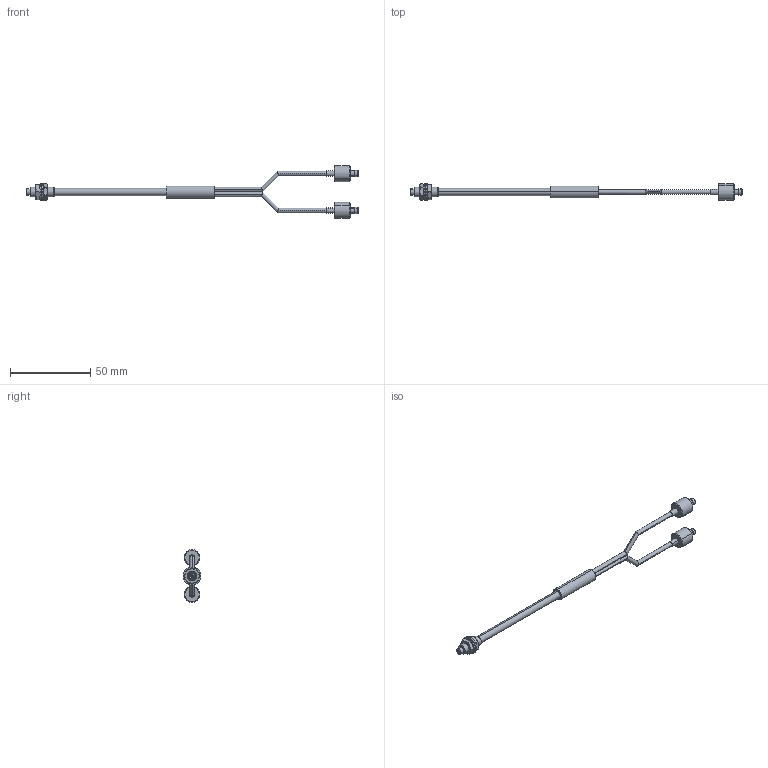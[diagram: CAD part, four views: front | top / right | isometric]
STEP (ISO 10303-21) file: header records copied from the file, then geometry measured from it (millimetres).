
FILE_DESCRIPTION (( 'STEP AP203' ), '1' );
FILE_NAME ('GPF-VD07-350-1.0S.STEP', '2020-09-02T23:51:04', ( '' ), ( '' ), 'SwSTEP 2.0', 'SolidWorks 2018', '' );
FILE_SCHEMA (( 'CONFIG_CONTROL_DESIGN' ));
Length unit declared in the file: millimetre
Products named in the file (8): GPF-VD07-350-1.0S; M6_NUT; GPF-VD07-250-1.0S_HEAD2; GPF-VD07-250-1.0S_LENS; GPF-VD07-250-1.0S_HEAD; GPF-VD07-250-1.0S_FIBER; GPF-VD07-250-1.0S_GLASS FIBER1; M6_WASHER
Assembly tree (12 placements, depth 2):
  GPF-VD07-350-1.0S
    GPF-VD07-250-1.0S_HEAD2
    GPF-VD07-250-1.0S_HEAD  x2
    GPF-VD07-250-1.0S_GLASS FIBER1
    GPF-VD07-250-1.0S_FIBER  x2
    GPF-VD07-250-1.0S_LENS  x2
    M6_NUT  x2
    M6_WASHER  x2
Bounding box: 207.5 x 10.98 x 32.96 mm (x, y, z)
Volume: 5957.1 mm3; surface area: 5412.2 mm2
Topology: 12 solids, 12 shells, 134 faces, 276 edges, 178 vertices
Faces by surface type: cylinder 60, plane 48, cone 26
Entity records: 3208 total; most frequent: CARTESIAN_POINT 497, DIRECTION 408, ORIENTED_EDGE 324, AXIS2_PLACEMENT_3D 175, EDGE_CURVE 162, VERTEX_POINT 104, EDGE_LOOP 92, CIRCLE 80
